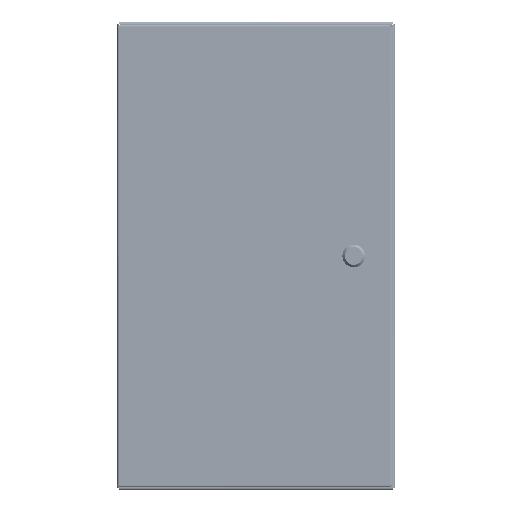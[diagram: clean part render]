
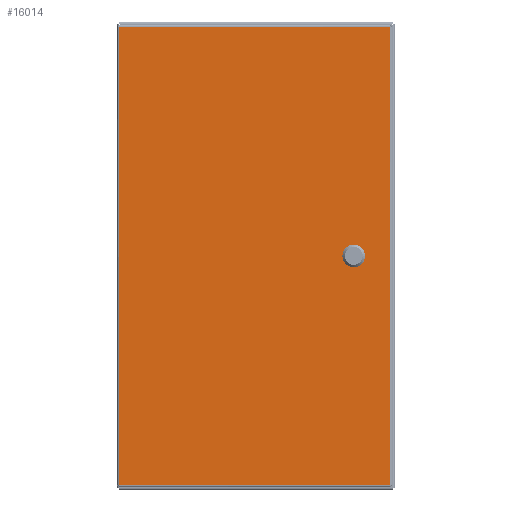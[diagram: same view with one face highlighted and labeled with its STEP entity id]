
A CAD part, top view. The second image highlights one B-rep face of the part: STEP entity #16014.
In plain terms, the highlighted planar face has unit normal (0, 0, 1).
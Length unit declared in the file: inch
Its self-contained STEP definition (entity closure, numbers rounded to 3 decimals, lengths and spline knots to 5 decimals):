
#876=PLANE('',#17285);
#1666=LINE('',#30803,#2842);
#1674=LINE('',#30889,#2850);
#1689=LINE('',#30989,#2865);
#1704=LINE('',#31088,#2880);
#1717=LINE('',#31179,#2893);
#1718=LINE('',#31183,#2894);
#1719=LINE('',#31187,#2895);
#1720=LINE('',#31190,#2896);
#2842=VECTOR('',#20177,22.2895);
#2850=VECTOR('',#20193,13.1645);
#2865=VECTOR('',#20222,13.1645);
#2880=VECTOR('',#20251,22.2895);
#2893=VECTOR('',#20280,0.42712);
#2894=VECTOR('',#20283,0.42712);
#2895=VECTOR('',#20286,0.42712);
#2896=VECTOR('',#20289,0.42712);
#3702=FACE_BOUND('',#5446,.T.);
#4275=FACE_OUTER_BOUND('',#5445,.T.);
#5445=EDGE_LOOP('',(#12297,#12298,#12299,#12300));
#5446=EDGE_LOOP('',(#12301,#12302,#12303,#12304,#12305,#12306,#12307,#12308));
#6288=CIRCLE('',#17286,0.453);
#6289=CIRCLE('',#17287,0.453);
#6290=CIRCLE('',#17288,0.453);
#6291=CIRCLE('',#17289,0.453);
#7311=VERTEX_POINT('',#30794);
#7312=VERTEX_POINT('',#30802);
#7318=VERTEX_POINT('',#30881);
#7328=VERTEX_POINT('',#30988);
#7344=VERTEX_POINT('',#31175);
#7345=VERTEX_POINT('',#31176);
#7346=VERTEX_POINT('',#31178);
#7347=VERTEX_POINT('',#31180);
#7348=VERTEX_POINT('',#31182);
#7349=VERTEX_POINT('',#31184);
#7350=VERTEX_POINT('',#31186);
#7351=VERTEX_POINT('',#31188);
#9039=EDGE_CURVE('',#7312,#7311,#1666,.T.);
#9051=EDGE_CURVE('',#7311,#7318,#1674,.T.);
#9070=EDGE_CURVE('',#7328,#7312,#1689,.T.);
#9089=EDGE_CURVE('',#7318,#7328,#1704,.T.);
#9105=EDGE_CURVE('',#7344,#7345,#6288,.T.);
#9106=EDGE_CURVE('',#7345,#7346,#1717,.T.);
#9107=EDGE_CURVE('',#7346,#7347,#6289,.T.);
#9108=EDGE_CURVE('',#7347,#7348,#1718,.T.);
#9109=EDGE_CURVE('',#7348,#7349,#6290,.T.);
#9110=EDGE_CURVE('',#7349,#7350,#1719,.T.);
#9111=EDGE_CURVE('',#7350,#7351,#6291,.T.);
#9112=EDGE_CURVE('',#7351,#7344,#1720,.T.);
#12297=ORIENTED_EDGE('',*,*,#9039,.T.);
#12298=ORIENTED_EDGE('',*,*,#9051,.T.);
#12299=ORIENTED_EDGE('',*,*,#9089,.T.);
#12300=ORIENTED_EDGE('',*,*,#9070,.T.);
#12301=ORIENTED_EDGE('',*,*,#9105,.T.);
#12302=ORIENTED_EDGE('',*,*,#9106,.T.);
#12303=ORIENTED_EDGE('',*,*,#9107,.T.);
#12304=ORIENTED_EDGE('',*,*,#9108,.T.);
#12305=ORIENTED_EDGE('',*,*,#9109,.T.);
#12306=ORIENTED_EDGE('',*,*,#9110,.T.);
#12307=ORIENTED_EDGE('',*,*,#9111,.T.);
#12308=ORIENTED_EDGE('',*,*,#9112,.T.);
#16014=ADVANCED_FACE('',(#4275,#3702),#876,.T.);
#17285=AXIS2_PLACEMENT_3D('',#31174,#20276,#20277);
#17286=AXIS2_PLACEMENT_3D('',#31177,#20278,#20279);
#17287=AXIS2_PLACEMENT_3D('',#31181,#20281,#20282);
#17288=AXIS2_PLACEMENT_3D('',#31185,#20284,#20285);
#17289=AXIS2_PLACEMENT_3D('',#31189,#20287,#20288);
#20177=DIRECTION('',(0.,-1.,0.));
#20193=DIRECTION('',(1.,0.,0.));
#20222=DIRECTION('',(-1.,0.,0.));
#20251=DIRECTION('',(0.,1.,0.));
#20276=DIRECTION('center_axis',(0.,0.,1.));
#20277=DIRECTION('ref_axis',(1.,0.,0.));
#20278=DIRECTION('center_axis',(0.,0.,-1.));
#20279=DIRECTION('ref_axis',(0.882,0.471,0.));
#20280=DIRECTION('',(0.,-1.,0.));
#20281=DIRECTION('center_axis',(0.,0.,-1.));
#20282=DIRECTION('ref_axis',(0.471,-0.882,0.));
#20283=DIRECTION('',(-1.,0.,0.));
#20284=DIRECTION('center_axis',(0.,0.,-1.));
#20285=DIRECTION('ref_axis',(-0.882,-0.471,0.));
#20286=DIRECTION('',(0.,1.,0.));
#20287=DIRECTION('center_axis',(0.,0.,-1.));
#20288=DIRECTION('ref_axis',(-0.471,0.882,0.));
#20289=DIRECTION('',(1.,0.,0.));
#30794=CARTESIAN_POINT('',(0.10525,-22.39475,0.074));
#30802=CARTESIAN_POINT('',(0.10525,-0.10525,0.074));
#30803=CARTESIAN_POINT('',(0.10525,-5.67763,0.074));
#30881=CARTESIAN_POINT('',(13.26975,-22.39475,0.074));
#30889=CARTESIAN_POINT('',(3.39638,-22.39475,0.074));
#30988=CARTESIAN_POINT('',(13.26975,-0.10525,0.074));
#30989=CARTESIAN_POINT('',(9.97863,-0.10525,0.074));
#31088=CARTESIAN_POINT('',(13.26975,-16.82238,0.074));
#31174=CARTESIAN_POINT('Origin',(6.6875,-11.25,0.074));
#31175=CARTESIAN_POINT('',(11.71362,-10.8505,0.074));
#31176=CARTESIAN_POINT('',(11.8995,-11.03644,0.074));
#31177=CARTESIAN_POINT('Origin',(11.49998,-11.24995,0.074));
#31178=CARTESIAN_POINT('',(11.8995,-11.46356,0.074));
#31179=CARTESIAN_POINT('',(11.8995,-11.35678,0.074));
#31180=CARTESIAN_POINT('',(11.71356,-11.6495,0.074));
#31181=CARTESIAN_POINT('Origin',(11.5,-11.25,0.074));
#31182=CARTESIAN_POINT('',(11.28644,-11.6495,0.074));
#31183=CARTESIAN_POINT('',(8.98697,-11.6495,0.074));
#31184=CARTESIAN_POINT('',(11.1005,-11.46356,0.074));
#31185=CARTESIAN_POINT('Origin',(11.5,-11.25,0.074));
#31186=CARTESIAN_POINT('',(11.1005,-11.03644,0.074));
#31187=CARTESIAN_POINT('',(11.1005,-11.14322,0.074));
#31188=CARTESIAN_POINT('',(11.2865,-10.8505,0.074));
#31189=CARTESIAN_POINT('Origin',(11.49998,-11.25005,0.074));
#31190=CARTESIAN_POINT('',(9.20056,-10.8505,0.074));
